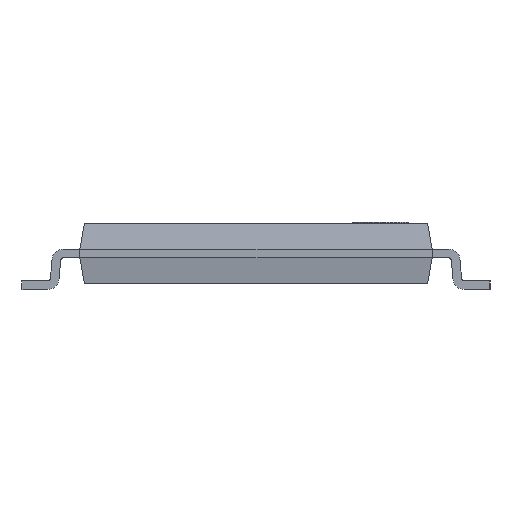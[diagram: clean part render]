
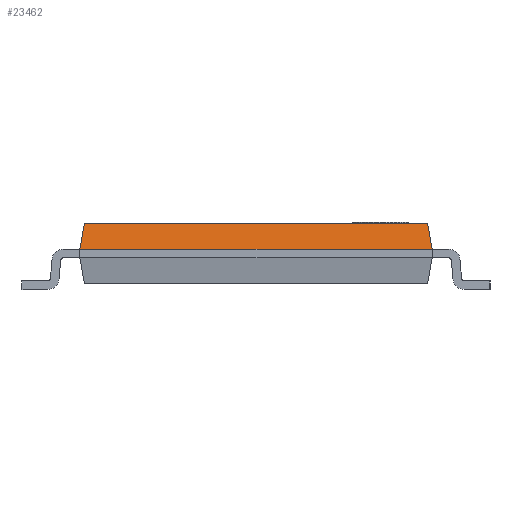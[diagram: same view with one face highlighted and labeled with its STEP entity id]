
A CAD part, left-side view. The second image highlights one B-rep face of the part: STEP entity #23462.
In plain terms, the highlighted planar face has unit normal (-0.985, 0, 0.174).
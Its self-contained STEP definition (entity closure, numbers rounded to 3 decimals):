
#225 = EDGE_CURVE ( 'NONE', #2647, #5558, #6649, .T. ) ;
#354 = LINE ( 'NONE', #17215, #6324 ) ;
#699 = VECTOR ( 'NONE', #8120, 1000. ) ;
#745 = CARTESIAN_POINT ( 'NONE',  ( -5.5, -3.05, 0.075 ) ) ;
#838 = DIRECTION ( 'NONE',  ( 0., -1., 0. ) ) ;
#1403 = DIRECTION ( 'NONE',  ( -0.171, 0.171, -0.97 ) ) ;
#2647 = VERTEX_POINT ( 'NONE', #20772 ) ;
#3741 = ORIENTED_EDGE ( 'NONE', *, *, #8314, .T. ) ;
#4626 = LINE ( 'NONE', #745, #9882 ) ;
#5558 = VERTEX_POINT ( 'NONE', #20875 ) ;
#6324 = VECTOR ( 'NONE', #1403, 1000. ) ;
#6649 = LINE ( 'NONE', #7853, #699 ) ;
#7853 = CARTESIAN_POINT ( 'NONE',  ( -5.421, 0., 0.525 ) ) ;
#8120 = DIRECTION ( 'NONE',  ( 0., 1., 0. ) ) ;
#8314 = EDGE_CURVE ( 'NONE', #15178, #26647, #4626, .T. ) ;
#9882 = VECTOR ( 'NONE', #838, 1000. ) ;
#11939 = ORIENTED_EDGE ( 'NONE', *, *, #25389, .F. ) ;
#12209 = CARTESIAN_POINT ( 'NONE',  ( -5.5, 0., 0.075 ) ) ;
#13721 = ORIENTED_EDGE ( 'NONE', *, *, #225, .T. ) ;
#14478 = DIRECTION ( 'NONE',  ( 0.174, 0., 0.985 ) ) ;
#14777 = LINE ( 'NONE', #25426, #20800 ) ;
#15045 = EDGE_LOOP ( 'NONE', ( #3741, #11939, #13721, #16442 ) ) ;
#15178 = VERTEX_POINT ( 'NONE', #18307 ) ;
#16442 = ORIENTED_EDGE ( 'NONE', *, *, #19763, .T. ) ;
#16559 = DIRECTION ( 'NONE',  ( -0.171, -0.171, -0.97 ) ) ;
#17101 = CARTESIAN_POINT ( 'NONE',  ( -5.5, -3.05, 0.075 ) ) ;
#17215 = CARTESIAN_POINT ( 'NONE',  ( -5.411, 2.961, 0.581 ) ) ;
#18307 = CARTESIAN_POINT ( 'NONE',  ( -5.5, 3.05, 0.075 ) ) ;
#19763 = EDGE_CURVE ( 'NONE', #5558, #15178, #354, .T. ) ;
#20224 = FACE_OUTER_BOUND ( 'NONE', #15045, .T. ) ;
#20772 = CARTESIAN_POINT ( 'NONE',  ( -5.421, -2.971, 0.525 ) ) ;
#20800 = VECTOR ( 'NONE', #16559, 1000. ) ;
#20875 = CARTESIAN_POINT ( 'NONE',  ( -5.421, 2.971, 0.525 ) ) ;
#23462 = ADVANCED_FACE ( 'NONE', ( #20224 ), #27876, .T. ) ;
#25389 = EDGE_CURVE ( 'NONE', #2647, #26647, #14777, .T. ) ;
#25426 = CARTESIAN_POINT ( 'NONE',  ( -5.339, -2.889, 0.988 ) ) ;
#26647 = VERTEX_POINT ( 'NONE', #17101 ) ;
#27876 = PLANE ( 'NONE',  #28584 ) ;
#27973 = DIRECTION ( 'NONE',  ( -0.985, 0., 0.174 ) ) ;
#28584 = AXIS2_PLACEMENT_3D ( 'NONE', #12209, #27973, #14478 ) ;
